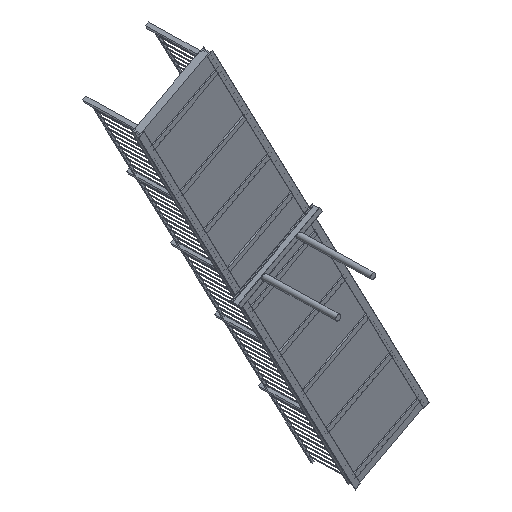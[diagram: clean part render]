
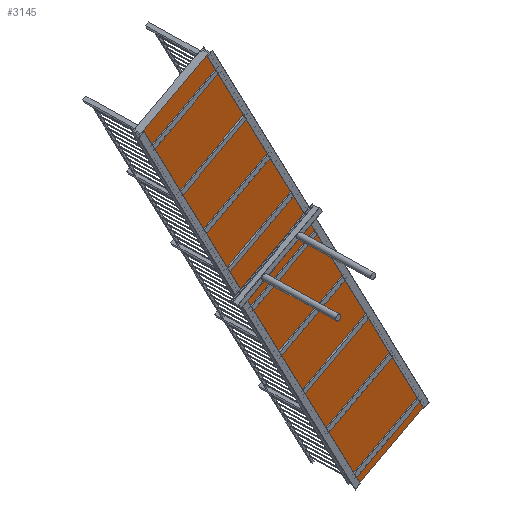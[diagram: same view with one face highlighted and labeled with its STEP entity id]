
A CAD part, isometric view. The second image highlights one B-rep face of the part: STEP entity #3145.
In plain terms, the highlighted face is planar.
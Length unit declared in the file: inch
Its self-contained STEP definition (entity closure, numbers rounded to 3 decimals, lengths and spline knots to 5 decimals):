
#155=FACE_OUTER_BOUND('',#331,.T.);
#331=EDGE_LOOP('',(#2135,#2136,#2137,#2138));
#526=LINE('',#4500,#954);
#538=LINE('',#4527,#966);
#545=LINE('',#4538,#973);
#546=LINE('',#4540,#974);
#954=VECTOR('',#3665,0.3937);
#966=VECTOR('',#3685,0.3937);
#973=VECTOR('',#3698,0.3937);
#974=VECTOR('',#3701,0.3937);
#1380=VERTEX_POINT('',#4494);
#1382=VERTEX_POINT('',#4498);
#1391=VERTEX_POINT('',#4523);
#1393=VERTEX_POINT('',#4526);
#1670=EDGE_CURVE('',#1380,#1382,#526,.T.);
#1682=EDGE_CURVE('',#1393,#1391,#538,.T.);
#1689=EDGE_CURVE('',#1393,#1382,#545,.T.);
#1690=EDGE_CURVE('',#1380,#1391,#546,.T.);
#2135=ORIENTED_EDGE('',*,*,#1670,.T.);
#2136=ORIENTED_EDGE('',*,*,#1689,.F.);
#2137=ORIENTED_EDGE('',*,*,#1682,.T.);
#2138=ORIENTED_EDGE('',*,*,#1690,.F.);
#2971=PLANE('',#3463);
#3145=ADVANCED_FACE('',(#155),#2971,.T.);
#3463=AXIS2_PLACEMENT_3D('',#4539,#3699,#3700);
#3665=DIRECTION('',(0.,0.,1.));
#3685=DIRECTION('',(0.,0.,-1.));
#3698=DIRECTION('',(1.,0.,0.));
#3699=DIRECTION('center_axis',(0.,-1.,0.));
#3700=DIRECTION('ref_axis',(-1.,0.,0.));
#3701=DIRECTION('',(-1.,0.,0.));
#4494=CARTESIAN_POINT('',(32.5,-3.,-384.));
#4498=CARTESIAN_POINT('',(32.5,-3.,0.));
#4500=CARTESIAN_POINT('',(32.5,-3.,0.));
#4523=CARTESIAN_POINT('',(-32.5,-3.,-384.));
#4526=CARTESIAN_POINT('',(-32.5,-3.,0.));
#4527=CARTESIAN_POINT('',(-32.5,-3.,0.));
#4538=CARTESIAN_POINT('',(-33.,-3.,0.));
#4539=CARTESIAN_POINT('Origin',(33.,-3.,0.));
#4540=CARTESIAN_POINT('',(-33.,-3.,-384.));
